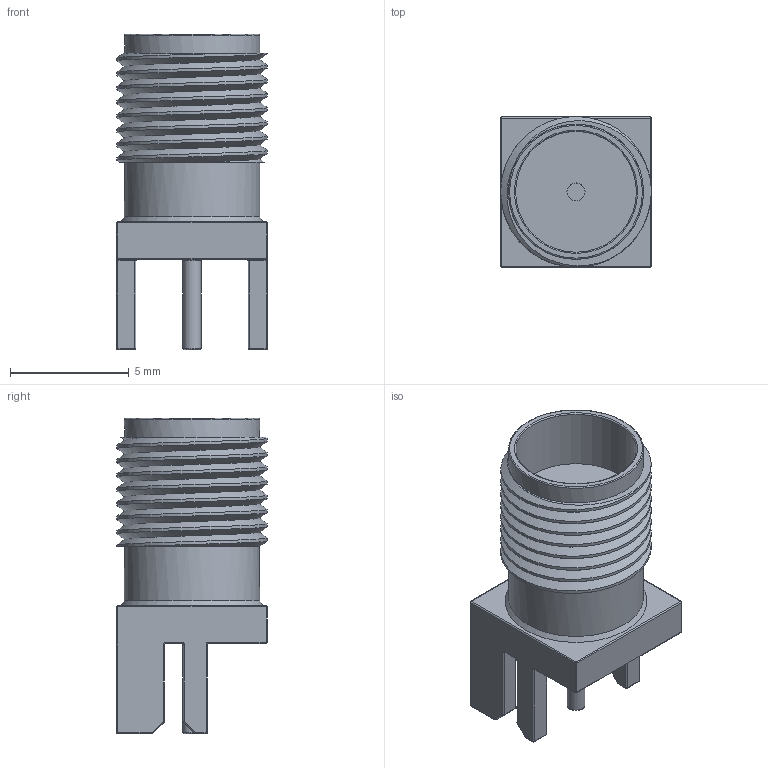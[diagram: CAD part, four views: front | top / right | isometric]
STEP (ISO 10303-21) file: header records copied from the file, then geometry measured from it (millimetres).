
FILE_DESCRIPTION(/* description */ (''),/* implementation_level */ '2;1');
FILE_NAME(/* name */ 'SMA_CONN_EDGE_MOUNT.step',/* time_stamp */ '2018-12-30T17:23:39+11:00',/* author */ ('jonno.tathra'),/* organization */ (''),/* preprocessor_version */ 'ST-DEVELOPER v17',/* originating_system */ 'Autodesk Translation Framework v7.1.0.215',/* authorisation */ '');
FILE_SCHEMA (('AUTOMOTIVE_DESIGN { 1 0 10303 214 3 1 1 }'));
Length unit declared in the file: millimetre
Products named in the file (1): SMA CONNECTOR - EMPCB.SMAFSTJ.B.HT
Bounding box: 6.35 x 6.35 x 13.3 mm (x, y, z)
Volume: 248.2 mm3; surface area: 448.5 mm2
Topology: 1 solids, 1 shells, 161 faces, 371 edges, 194 vertices
Faces by surface type: cylinder 80, plane 30, sphere 30, torus 18, bspline 2, cone 1
Full cylindrical faces by diameter (mm): 0.76 x2, 5.1 x1, 5.7 x2, 6.35 x7
Entity records: 5157 total; most frequent: CARTESIAN_POINT 1567, DIRECTION 828, ORIENTED_EDGE 698, EDGE_CURVE 349, AXIS2_PLACEMENT_3D 341, VERTEX_POINT 194, CIRCLE 181, EDGE_LOOP 165
